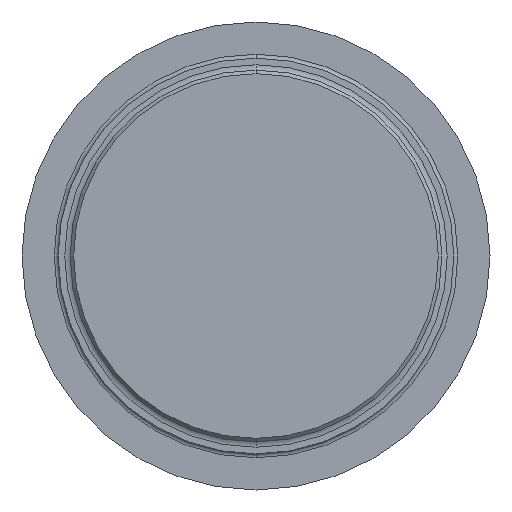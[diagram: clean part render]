
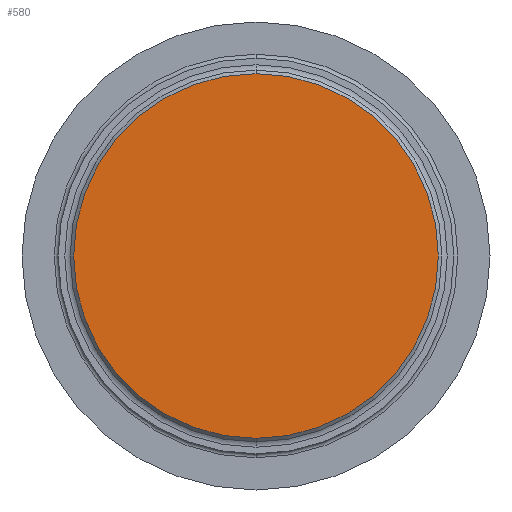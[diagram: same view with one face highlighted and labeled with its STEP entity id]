
A CAD part, front view. The second image highlights one B-rep face of the part: STEP entity #580.
In plain terms, the highlighted planar face has unit normal (0, -1, 0).
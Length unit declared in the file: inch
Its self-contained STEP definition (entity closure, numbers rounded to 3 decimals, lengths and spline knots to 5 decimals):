
#59 = CARTESIAN_POINT ( 'NONE',  ( 0., -0.63, 0. ) ) ;
#102 = AXIS2_PLACEMENT_3D ( 'NONE', #240, #901, #333 ) ;
#153 = DIRECTION ( 'NONE',  ( 0., 0., 1. ) ) ;
#191 = ORIENTED_EDGE ( 'NONE', *, *, #631, .T. ) ;
#198 = CARTESIAN_POINT ( 'NONE',  ( 0., -0.63, 0. ) ) ;
#240 = CARTESIAN_POINT ( 'NONE',  ( 1.513, -0.63, 0. ) ) ;
#284 = DIRECTION ( 'NONE',  ( 0., 0., 1. ) ) ;
#288 = VERTEX_POINT ( 'NONE', #1169 ) ;
#289 = AXIS2_PLACEMENT_3D ( 'NONE', #59, #709, #153 ) ;
#333 = DIRECTION ( 'NONE',  ( 0., 0., 1. ) ) ;
#339 = AXIS2_PLACEMENT_3D ( 'NONE', #198, #857, #284 ) ;
#429 = VERTEX_POINT ( 'NONE', #603 ) ;
#456 = FACE_OUTER_BOUND ( 'NONE', #1021, .T. ) ;
#509 = PLANE ( 'NONE',  #102 ) ;
#580 = ADVANCED_FACE ( 'NONE', ( #456 ), #509, .F. ) ;
#603 = CARTESIAN_POINT ( 'NONE',  ( 0., -0.63, -1.3945 ) ) ;
#631 = EDGE_CURVE ( 'NONE', #288, #429, #656, .T. ) ;
#656 = CIRCLE ( 'NONE', #289, 1.3945 ) ;
#709 = DIRECTION ( 'NONE',  ( 0., -1., 0. ) ) ;
#820 = EDGE_CURVE ( 'NONE', #429, #288, #985, .T. ) ;
#857 = DIRECTION ( 'NONE',  ( 0., -1., 0. ) ) ;
#901 = DIRECTION ( 'NONE',  ( 0., 1., 0. ) ) ;
#985 = CIRCLE ( 'NONE', #339, 1.3945 ) ;
#1021 = EDGE_LOOP ( 'NONE', ( #191, #1104 ) ) ;
#1104 = ORIENTED_EDGE ( 'NONE', *, *, #820, .T. ) ;
#1169 = CARTESIAN_POINT ( 'NONE',  ( 0., -0.63, 1.3945 ) ) ;
